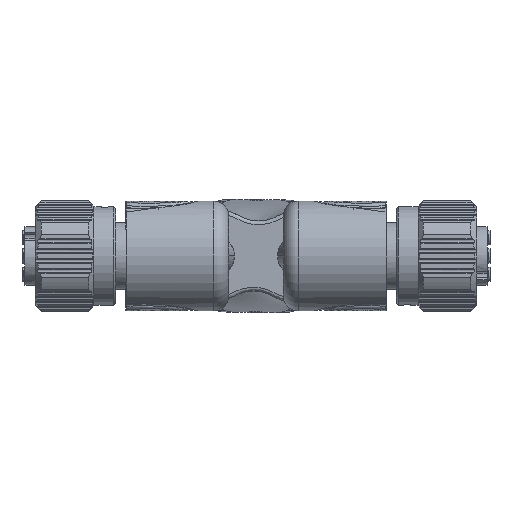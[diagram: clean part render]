
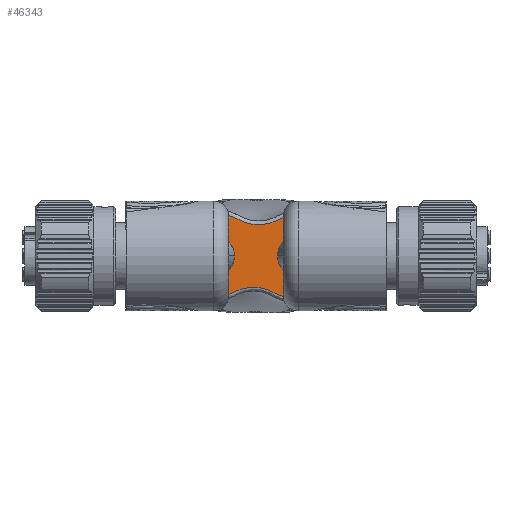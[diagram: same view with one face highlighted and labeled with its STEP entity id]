
A CAD part, left-side view. The second image highlights one B-rep face of the part: STEP entity #46343.
In plain terms, the highlighted planar face has unit normal (-1, 0, 0).
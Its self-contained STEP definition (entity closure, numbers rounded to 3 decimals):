
#2876=CARTESIAN_POINT('',(-20.,5.439,
0.003));
#2877=DIRECTION('',(1.,0.,0.));
#2878=DIRECTION('',(0.,0.627,-0.779));
#2879=AXIS2_PLACEMENT_3D('',#2876,#2877,#2878);
#2881=CARTESIAN_POINT('',(-20.,5.224,
-0.004));
#2882=DIRECTION('',(1.,0.,0.));
#2883=DIRECTION('',(0.,1.,0.001));
#2884=AXIS2_PLACEMENT_3D('',#2881,#2882,#2883);
#2886=CARTESIAN_POINT('',(-20.,-5.439,
-0.003));
#2887=DIRECTION('',(1.,0.,0.));
#2888=DIRECTION('',(0.,-0.627,0.779));
#2889=AXIS2_PLACEMENT_3D('',#2886,#2887,#2888);
#2891=CARTESIAN_POINT('',(-20.,-5.224,
0.004));
#2892=DIRECTION('',(1.,0.,0.));
#2893=DIRECTION('',(0.,-1.,-0.001));
#2894=AXIS2_PLACEMENT_3D('',#2891,#2892,#2893);
#2896=CARTESIAN_POINT('',(-20.,-5.75,0.));
#2897=DIRECTION('',(-1.,0.,0.));
#2898=DIRECTION('',(0.,-1.,0.));
#2899=AXIS2_PLACEMENT_3D('',#2896,#2897,#2898);
#2901=CARTESIAN_POINT('',(-20.,-5.75,0.));
#2902=DIRECTION('',(-1.,0.,0.));
#2903=DIRECTION('',(0.,1.,0.));
#2904=AXIS2_PLACEMENT_3D('',#2901,#2902,#2903);
#2906=CARTESIAN_POINT('',(-20.,5.75,0.));
#2907=DIRECTION('',(-1.,0.,0.));
#2908=DIRECTION('',(0.,1.,0.));
#2909=AXIS2_PLACEMENT_3D('',#2906,#2907,#2908);
#2911=CARTESIAN_POINT('',(-20.,5.75,0.));
#2912=DIRECTION('',(-1.,0.,0.));
#2913=DIRECTION('',(0.,-1.,0.));
#2914=AXIS2_PLACEMENT_3D('',#2911,#2912,#2913);
#11854=CARTESIAN_POINT('',(-20.,-8.927,
4.328));
#11856=CARTESIAN_POINT('',(-20.,-8.927,
4.328));
#11857=CARTESIAN_POINT('',(-20.,-8.756,
4.465));
#11858=CARTESIAN_POINT('',(-20.,-8.401,
4.723));
#11859=CARTESIAN_POINT('',(-20.,-7.807,
5.047));
#11860=CARTESIAN_POINT('',(-20.,-7.175,
5.296));
#11861=CARTESIAN_POINT('',(-20.,-6.523,
5.467));
#11862=CARTESIAN_POINT('',(-20.,-5.872,
5.557));
#11863=CARTESIAN_POINT('',(-20.,-5.22,
5.565));
#11864=CARTESIAN_POINT('',(-20.,-4.569,
5.493));
#11865=CARTESIAN_POINT('',(-20.,-3.978,
5.357));
#11866=CARTESIAN_POINT('',(-20.,-3.45,
5.178));
#11867=CARTESIAN_POINT('',(-20.,-2.977,
4.94));
#11868=CARTESIAN_POINT('',(-20.,-2.437,
4.671));
#11869=CARTESIAN_POINT('',(-20.,-1.803,
4.458));
#11870=CARTESIAN_POINT('',(-20.,-1.146,4.318));
#11871=CARTESIAN_POINT('',(-20.,-0.472,4.26));
#11872=CARTESIAN_POINT('',(-20.,0.209,4.286));
#11873=CARTESIAN_POINT('',(-20.,0.856,4.391));
#11874=CARTESIAN_POINT('',(-20.,1.445,
4.559));
#11875=CARTESIAN_POINT('',(-20.,2.002,
4.776));
#11876=CARTESIAN_POINT('',(-20.,2.533,
5.077));
#11877=CARTESIAN_POINT('',(-20.,3.104,
5.36));
#11878=CARTESIAN_POINT('',(-20.,3.763,
5.582));
#11879=CARTESIAN_POINT('',(-20.,4.425,
5.724));
#11880=CARTESIAN_POINT('',(-20.,5.09,
5.783));
#11881=CARTESIAN_POINT('',(-20.,5.768,
5.763));
#11882=CARTESIAN_POINT('',(-20.,6.447,
5.66));
#11883=CARTESIAN_POINT('',(-20.,7.113,
5.473));
#11884=CARTESIAN_POINT('',(-20.,7.754,
5.207));
#11885=CARTESIAN_POINT('',(-20.,8.359,
4.865));
#11886=CARTESIAN_POINT('',(-20.,8.727,
4.594));
#11887=CARTESIAN_POINT('',(-20.,8.904,
4.448));
#11889=CARTESIAN_POINT('',(-20.,8.904,
4.448));
#11967=CARTESIAN_POINT('',(-20.,8.927,
-4.328));
#11968=CARTESIAN_POINT('',(-20.,8.756,
-4.465));
#11969=CARTESIAN_POINT('',(-20.,8.401,
-4.723));
#11970=CARTESIAN_POINT('',(-20.,7.807,
-5.047));
#11971=CARTESIAN_POINT('',(-20.,7.175,
-5.296));
#11972=CARTESIAN_POINT('',(-20.,6.523,
-5.467));
#11973=CARTESIAN_POINT('',(-20.,5.872,
-5.557));
#11974=CARTESIAN_POINT('',(-20.,5.22,
-5.565));
#11975=CARTESIAN_POINT('',(-20.,4.569,
-5.493));
#11976=CARTESIAN_POINT('',(-20.,3.978,
-5.357));
#11977=CARTESIAN_POINT('',(-20.,3.45,
-5.178));
#11978=CARTESIAN_POINT('',(-20.,2.977,
-4.94));
#11979=CARTESIAN_POINT('',(-20.,2.437,
-4.671));
#11980=CARTESIAN_POINT('',(-20.,1.803,
-4.458));
#11981=CARTESIAN_POINT('',(-20.,1.146,-4.318));
#11982=CARTESIAN_POINT('',(-20.,0.472,-4.26));
#11983=CARTESIAN_POINT('',(-20.,-0.209,-4.286));
#11984=CARTESIAN_POINT('',(-20.,-0.856,-4.391));
#11985=CARTESIAN_POINT('',(-20.,-1.445,
-4.559));
#11986=CARTESIAN_POINT('',(-20.,-2.002,
-4.776));
#11987=CARTESIAN_POINT('',(-20.,-2.533,
-5.077));
#11988=CARTESIAN_POINT('',(-20.,-3.104,
-5.36));
#11989=CARTESIAN_POINT('',(-20.,-3.763,
-5.582));
#11990=CARTESIAN_POINT('',(-20.,-4.425,
-5.724));
#11991=CARTESIAN_POINT('',(-20.,-5.09,
-5.783));
#11992=CARTESIAN_POINT('',(-20.,-5.768,
-5.763));
#11993=CARTESIAN_POINT('',(-20.,-6.447,
-5.66));
#11994=CARTESIAN_POINT('',(-20.,-7.113,
-5.473));
#11995=CARTESIAN_POINT('',(-20.,-7.754,
-5.207));
#11996=CARTESIAN_POINT('',(-20.,-8.359,
-4.865));
#11997=CARTESIAN_POINT('',(-20.,-8.727,
-4.594));
#11998=CARTESIAN_POINT('',(-20.,-8.904,
-4.448));
#12000=CARTESIAN_POINT('',(-20.,-8.904,
-4.448));
#35426=CARTESIAN_POINT('',(-20.,11.,
0.));
#35427=VERTEX_POINT('',#35426);
#35428=CARTESIAN_POINT('',(-20.,8.927,
-4.328));
#35429=VERTEX_POINT('',#35428);
#35434=VERTEX_POINT('',#11889);
#35435=VERTEX_POINT('',#11854);
#35439=CARTESIAN_POINT('',(-20.,-11.,
0.));
#35440=VERTEX_POINT('',#35439);
#35442=VERTEX_POINT('',#12000);
#35443=CARTESIAN_POINT('',(-20.,-8.55,0.));
#35444=CARTESIAN_POINT('',(-20.,-2.95,0.));
#35445=VERTEX_POINT('',#35443);
#35446=VERTEX_POINT('',#35444);
#35447=CARTESIAN_POINT('',(-20.,8.55,0.));
#35448=CARTESIAN_POINT('',(-20.,2.95,0.));
#35449=VERTEX_POINT('',#35447);
#35450=VERTEX_POINT('',#35448);
#46313=CARTESIAN_POINT('',(-20.,0.,0.));
#46314=DIRECTION('',(1.,0.,0.));
#46315=DIRECTION('',(0.,-1.,0.));
#46316=AXIS2_PLACEMENT_3D('',#46313,#46314,#46315);
#46317=PLANE('',#46316);
#46319=ORIENTED_EDGE('',*,*,#46318,.T.);
#46321=ORIENTED_EDGE('',*,*,#46320,.T.);
#46323=ORIENTED_EDGE('',*,*,#46322,.F.);
#46325=ORIENTED_EDGE('',*,*,#46324,.T.);
#46327=ORIENTED_EDGE('',*,*,#46326,.T.);
#46329=ORIENTED_EDGE('',*,*,#46328,.F.);
#46330=EDGE_LOOP('',(#46319,#46321,#46323,#46325,#46327,#46329));
#46331=FACE_OUTER_BOUND('',#46330,.F.);
#46333=ORIENTED_EDGE('',*,*,#46332,.T.);
#46334=ORIENTED_EDGE('',*,*,#46302,.T.);
#46335=EDGE_LOOP('',(#46333,#46334));
#46336=FACE_BOUND('',#46335,.F.);
#46338=ORIENTED_EDGE('',*,*,#46337,.T.);
#46340=ORIENTED_EDGE('',*,*,#46339,.T.);
#46341=EDGE_LOOP('',(#46338,#46340));
#46342=FACE_BOUND('',#46341,.F.);
#46343=ADVANCED_FACE('',(#46331,#46336,#46342),#46317,.F.);
#2880=CIRCLE('',#2879,5.561);
#2885=CIRCLE('',#2884,5.776);
#2890=CIRCLE('',#2889,5.561);
#2895=CIRCLE('',#2894,5.776);
#2900=CIRCLE('',#2899,2.8);
#2905=CIRCLE('',#2904,2.8);
#2910=CIRCLE('',#2909,2.8);
#2915=CIRCLE('',#2914,2.8);
#11888=B_SPLINE_CURVE_WITH_KNOTS('',3,(#11856,#11857,#11858,#11859,#11860,
#11861,#11862,#11863,#11864,#11865,#11866,#11867,#11868,#11869,#11870,#11871,
#11872,#11873,#11874,#11875,#11876,#11877,#11878,#11879,#11880,#11881,#11882,
#11883,#11884,#11885,#11886,#11887),.UNSPECIFIED.,.F.,.F.,(4,1,1,1,1,1,1,1,1,1,
1,1,1,1,1,1,1,1,1,1,1,1,1,1,1,1,1,1,1,4),(0.,0.034,
0.069,0.103,0.138,0.172,
0.207,0.241,0.276,0.31,
0.345,0.379,0.414,0.448,
0.483,0.517,0.552,0.586,
0.621,0.655,0.69,0.724,
0.759,0.793,0.828,0.862,
0.897,0.931,0.966,1.),.UNSPECIFIED.);
#11999=B_SPLINE_CURVE_WITH_KNOTS('',3,(#11967,#11968,#11969,#11970,#11971,
#11972,#11973,#11974,#11975,#11976,#11977,#11978,#11979,#11980,#11981,#11982,
#11983,#11984,#11985,#11986,#11987,#11988,#11989,#11990,#11991,#11992,#11993,
#11994,#11995,#11996,#11997,#11998),.UNSPECIFIED.,.F.,.F.,(4,1,1,1,1,1,1,1,1,1,
1,1,1,1,1,1,1,1,1,1,1,1,1,1,1,1,1,1,1,4),(0.,0.034,
0.069,0.103,0.138,0.172,
0.207,0.241,0.276,0.31,
0.345,0.379,0.414,0.448,
0.483,0.517,0.552,0.586,
0.621,0.655,0.69,0.724,
0.759,0.793,0.828,0.862,
0.897,0.931,0.966,1.),.UNSPECIFIED.);
#46302=EDGE_CURVE('',#35446,#35445,#2905,.T.);
#46318=EDGE_CURVE('',#35429,#35427,#2880,.T.);
#46320=EDGE_CURVE('',#35427,#35434,#2885,.T.);
#46322=EDGE_CURVE('',#35435,#35434,#11888,.T.);
#46324=EDGE_CURVE('',#35435,#35440,#2890,.T.);
#46326=EDGE_CURVE('',#35440,#35442,#2895,.T.);
#46328=EDGE_CURVE('',#35429,#35442,#11999,.T.);
#46332=EDGE_CURVE('',#35445,#35446,#2900,.T.);
#46337=EDGE_CURVE('',#35449,#35450,#2910,.T.);
#46339=EDGE_CURVE('',#35450,#35449,#2915,.T.);
